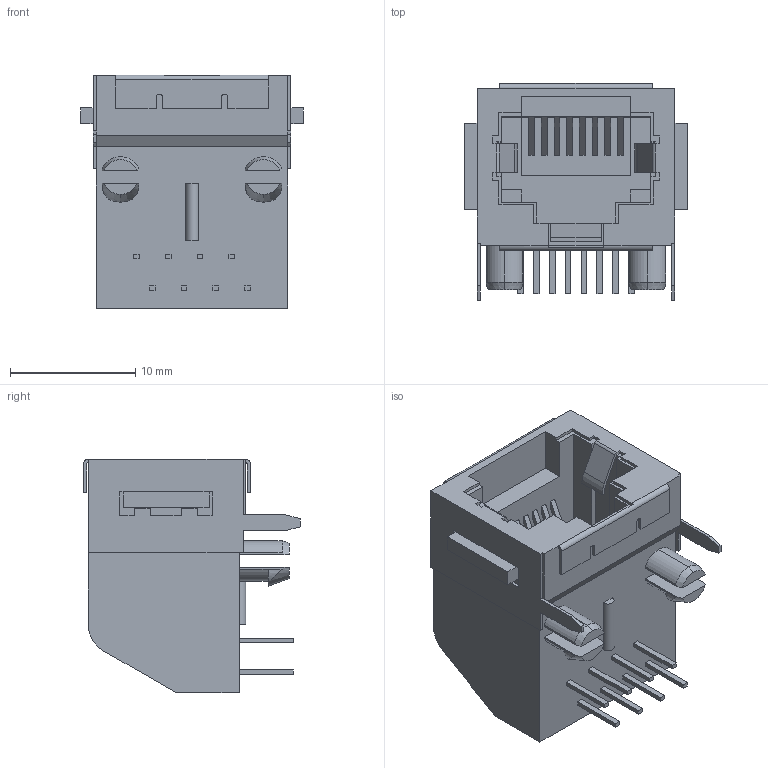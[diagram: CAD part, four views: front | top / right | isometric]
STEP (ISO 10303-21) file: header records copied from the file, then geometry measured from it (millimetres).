
FILE_DESCRIPTION(('STEP AP242'),'1');
FILE_NAME('7820814.stp','2025-11-12T18:37:20',('TraceParts'),('TraceParts S.A.S.'),'Spatial InterOp 3D',' ',' ');
FILE_SCHEMA(('AP242_MANAGED_MODEL_BASED_3D_ENGINEERING_MIM_LF {1 0 10303 442 1 1 4}'));
Length unit declared in the file: millimetre
Products named in the file (1): C-5555153-1
Bounding box: 17.78 x 17.33 x 18.67 mm (x, y, z)
Volume: 2178.1 mm3; surface area: 2418 mm2
Topology: 1 solids, 1 shells, 293 faces, 806 edges, 530 vertices
Faces by surface type: plane 255, cylinder 30, cone 8
Entity records: 9250 total; most frequent: CARTESIAN_POINT 1718, ORIENTED_EDGE 1612, DIRECTION 1444, EDGE_CURVE 806, LINE 716, VECTOR 716, VERTEX_POINT 530, AXIS2_PLACEMENT_3D 364
